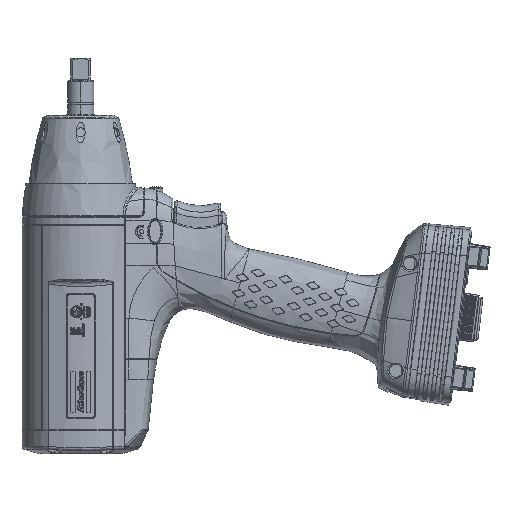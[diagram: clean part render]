
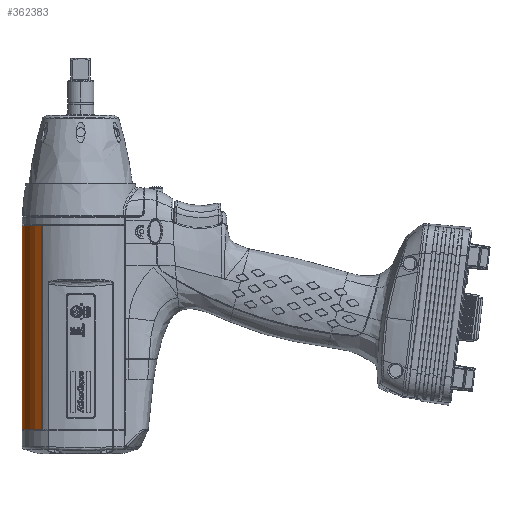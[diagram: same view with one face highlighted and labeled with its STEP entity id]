
A CAD part, left-side view. The second image highlights one B-rep face of the part: STEP entity #362383.
In plain terms, the highlighted cylindrical face has radius 29 mm (diameter 58 mm), a partial arc.
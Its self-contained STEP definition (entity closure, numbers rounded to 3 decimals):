
#66959=CARTESIAN_POINT('',(-21.777,19.151,
-34.608));
#67119=CARTESIAN_POINT('',(-21.777,19.151,
66.414));
#106850=DIRECTION('',(0.,0.,-1.));
#106851=VECTOR('',#106850,101.022);
#106852=CARTESIAN_POINT('',(-21.777,19.151,
66.414));
#106853=LINE('',#106852,#106851);
#106854=CARTESIAN_POINT('',(0.,0.,
-34.608));
#106855=DIRECTION('',(0.,0.,-1.));
#106856=DIRECTION('',(-0.751,0.66,0.));
#106857=AXIS2_PLACEMENT_3D('',#106854,#106855,#106856);
#106859=DIRECTION('',(0.,0.,1.));
#106860=VECTOR('',#106859,101.022);
#106861=CARTESIAN_POINT('',(-0.2,28.999,
-34.608));
#106862=LINE('',#106861,#106860);
#106863=CARTESIAN_POINT('',(0.,0.,
66.414));
#106864=DIRECTION('',(0.,0.,-1.));
#106865=DIRECTION('',(-0.751,0.66,0.));
#106866=AXIS2_PLACEMENT_3D('',#106863,#106864,#106865);
#150396=VERTEX_POINT('',#67119);
#150399=CARTESIAN_POINT('',(-0.2,28.999,
66.414));
#150400=VERTEX_POINT('',#150399);
#150425=CARTESIAN_POINT('',(-0.2,28.999,
-34.608));
#150426=VERTEX_POINT('',#150425);
#150521=VERTEX_POINT('',#66959);
#362371=CARTESIAN_POINT('',(0.,0.,91.65));
#362372=DIRECTION('',(0.,0.,-1.));
#362373=DIRECTION('',(-1.,0.,0.));
#362374=AXIS2_PLACEMENT_3D('',#362371,#362372,#362373);
#362375=CYLINDRICAL_SURFACE('',#362374,29.);
#362376=ORIENTED_EDGE('',*,*,#362351,.T.);
#362377=ORIENTED_EDGE('',*,*,#299224,.T.);
#362379=ORIENTED_EDGE('',*,*,#362378,.T.);
#362380=ORIENTED_EDGE('',*,*,#299307,.F.);
#362381=EDGE_LOOP('',(#362376,#362377,#362379,#362380));
#362382=FACE_OUTER_BOUND('',#362381,.F.);
#106858=CIRCLE('',#106857,29.);
#106867=CIRCLE('',#106866,29.);
#299224=EDGE_CURVE('',#150521,#150426,#106858,.T.);
#299307=EDGE_CURVE('',#150396,#150400,#106867,.T.);
#362351=EDGE_CURVE('',#150396,#150521,#106853,.T.);
#362378=EDGE_CURVE('',#150426,#150400,#106862,.T.);
#362383=ADVANCED_FACE('',(#362382),#362375,.T.);
